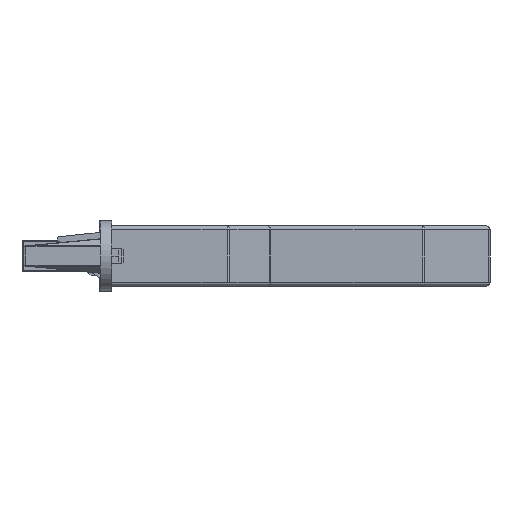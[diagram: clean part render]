
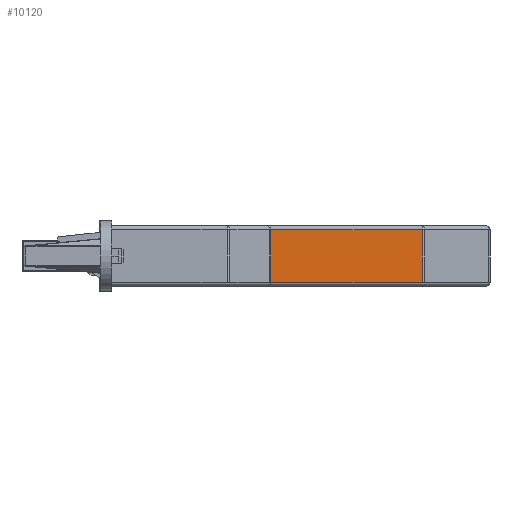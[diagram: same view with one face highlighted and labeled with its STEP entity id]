
A CAD part, front view. The second image highlights one B-rep face of the part: STEP entity #10120.
In plain terms, the highlighted planar face has unit normal (0, -1, 0).
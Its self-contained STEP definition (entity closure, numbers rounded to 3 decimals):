
#888 = CIRCLE ( 'NONE', #3940, 1.75 ) ;
#1398 = VECTOR ( 'NONE', #19523, 1000. ) ;
#2715 = CARTESIAN_POINT ( 'NONE',  ( 44.75, -14.7, 6. ) ) ;
#3940 = AXIS2_PLACEMENT_3D ( 'NONE', #2715, #20573, #6294 ) ;
#4991 = CARTESIAN_POINT ( 'NONE',  ( 14., -14.7, 12.75 ) ) ;
#5547 = ORIENTED_EDGE ( 'NONE', *, *, #18744, .F. ) ;
#6047 = CARTESIAN_POINT ( 'NONE',  ( 14., -14.7, -1.75 ) ) ;
#6294 = DIRECTION ( 'NONE',  ( 0., 0., -1. ) ) ;
#6405 = DIRECTION ( 'NONE',  ( 0., -1., 0. ) ) ;
#6588 = EDGE_LOOP ( 'NONE', ( #8790, #11389, #16645, #14284 ) ) ;
#6794 = CARTESIAN_POINT ( 'NONE',  ( 94., -14.7, -0.75 ) ) ;
#7124 = VERTEX_POINT ( 'NONE', #20374 ) ;
#8028 = DIRECTION ( 'NONE',  ( 0., -1., 0. ) ) ;
#8192 = EDGE_CURVE ( 'NONE', #19610, #23285, #20693, .T. ) ;
#8631 = AXIS2_PLACEMENT_3D ( 'NONE', #16940, #8028, #13615 ) ;
#8790 = ORIENTED_EDGE ( 'NONE', *, *, #8192, .F. ) ;
#9471 = VECTOR ( 'NONE', #13317, 1000. ) ;
#9686 = FACE_BOUND ( 'NONE', #13136, .T. ) ;
#9733 = CARTESIAN_POINT ( 'NONE',  ( 93.586, -14.7, -1.75 ) ) ;
#9964 = CARTESIAN_POINT ( 'NONE',  ( 93.586, -14.7, 12.75 ) ) ;
#10120 = ADVANCED_FACE ( 'NONE', ( #9686, #11705 ), #11352, .T. ) ;
#10569 = CARTESIAN_POINT ( 'NONE',  ( 44.75, -14.7, 4.25 ) ) ;
#10776 = CARTESIAN_POINT ( 'NONE',  ( 14., -14.7, 12.75 ) ) ;
#11352 = PLANE ( 'NONE',  #8631 ) ;
#11389 = ORIENTED_EDGE ( 'NONE', *, *, #21151, .T. ) ;
#11705 = FACE_OUTER_BOUND ( 'NONE', #6588, .T. ) ;
#12615 = VECTOR ( 'NONE', #21065, 1000. ) ;
#13136 = EDGE_LOOP ( 'NONE', ( #13779, #5547 ) ) ;
#13317 = DIRECTION ( 'NONE',  ( 0., 0., 1. ) ) ;
#13609 = CARTESIAN_POINT ( 'NONE',  ( 14., -14.7, -0.75 ) ) ;
#13615 = DIRECTION ( 'NONE',  ( 1., 0., 0. ) ) ;
#13749 = AXIS2_PLACEMENT_3D ( 'NONE', #15334, #6405, #22364 ) ;
#13779 = ORIENTED_EDGE ( 'NONE', *, *, #13786, .F. ) ;
#13786 = EDGE_CURVE ( 'NONE', #15346, #19044, #888, .T. ) ;
#14284 = ORIENTED_EDGE ( 'NONE', *, *, #17032, .T. ) ;
#15178 = VECTOR ( 'NONE', #22607, 1000. ) ;
#15334 = CARTESIAN_POINT ( 'NONE',  ( 44.75, -14.7, 6. ) ) ;
#15346 = VERTEX_POINT ( 'NONE', #10569 ) ;
#15816 = LINE ( 'NONE', #4991, #12615 ) ;
#16645 = ORIENTED_EDGE ( 'NONE', *, *, #19911, .T. ) ;
#16882 = LINE ( 'NONE', #9733, #15178 ) ;
#16940 = CARTESIAN_POINT ( 'NONE',  ( 14., -14.7, -1.75 ) ) ;
#17032 = EDGE_CURVE ( 'NONE', #23041, #23285, #15816, .T. ) ;
#17928 = CARTESIAN_POINT ( 'NONE',  ( 44.75, -14.7, 7.75 ) ) ;
#18271 = CIRCLE ( 'NONE', #13749, 1.75 ) ;
#18744 = EDGE_CURVE ( 'NONE', #19044, #15346, #18271, .T. ) ;
#19044 = VERTEX_POINT ( 'NONE', #17928 ) ;
#19523 = DIRECTION ( 'NONE',  ( 1., 0., 0. ) ) ;
#19610 = VERTEX_POINT ( 'NONE', #13609 ) ;
#19911 = EDGE_CURVE ( 'NONE', #7124, #23041, #16882, .T. ) ;
#20374 = CARTESIAN_POINT ( 'NONE',  ( 93.586, -14.7, -0.75 ) ) ;
#20573 = DIRECTION ( 'NONE',  ( 0., -1., 0. ) ) ;
#20693 = LINE ( 'NONE', #6047, #9471 ) ;
#21065 = DIRECTION ( 'NONE',  ( -1., 0., 0. ) ) ;
#21151 = EDGE_CURVE ( 'NONE', #19610, #7124, #21200, .T. ) ;
#21200 = LINE ( 'NONE', #6794, #1398 ) ;
#22364 = DIRECTION ( 'NONE',  ( 0., 0., -1. ) ) ;
#22607 = DIRECTION ( 'NONE',  ( 0., 0., 1. ) ) ;
#23041 = VERTEX_POINT ( 'NONE', #9964 ) ;
#23285 = VERTEX_POINT ( 'NONE', #10776 ) ;
